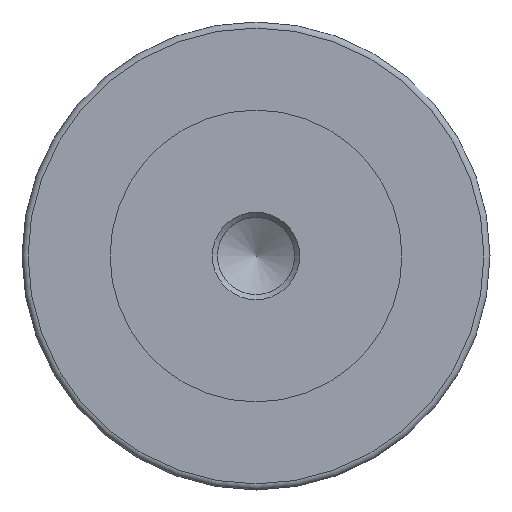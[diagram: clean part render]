
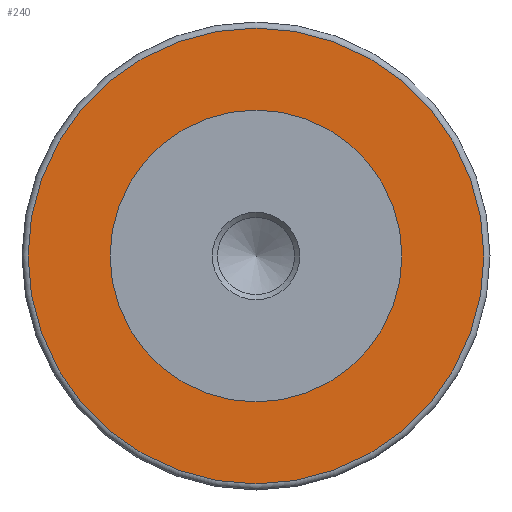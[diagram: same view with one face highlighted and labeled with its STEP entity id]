
A CAD part, left-side view. The second image highlights one B-rep face of the part: STEP entity #240.
In plain terms, the highlighted planar face has unit normal (-1, 0, 0).
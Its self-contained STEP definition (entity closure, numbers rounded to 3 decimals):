
#240 = ADVANCED_FACE( '', ( #435, #436 ), #437, .T. );
#435 = FACE_BOUND( '', #646, .T. );
#436 = FACE_OUTER_BOUND( '', #647, .T. );
#437 = PLANE( '', #648 );
#646 = EDGE_LOOP( '', ( #898 ) );
#647 = EDGE_LOOP( '', ( #899 ) );
#648 = AXIS2_PLACEMENT_3D( '', #900, #901, #902 );
#898 = ORIENTED_EDGE( '', *, *, #1210, .T. );
#899 = ORIENTED_EDGE( '', *, *, #1211, .F. );
#900 = CARTESIAN_POINT( '', ( 0., 41.4, 0. ) );
#901 = DIRECTION( '', ( -1., 0., 0. ) );
#902 = DIRECTION( '', ( 0., 0., 1. ) );
#1210 = EDGE_CURVE( '', #1384, #1384, #1385, .T. );
#1211 = EDGE_CURVE( '', #1386, #1386, #1387, .T. );
#1384 = VERTEX_POINT( '', #1596 );
#1385 = CIRCLE( '', #1597, 26.5 );
#1386 = VERTEX_POINT( '', #1598 );
#1387 = CIRCLE( '', #1599, 41.4 );
#1596 = CARTESIAN_POINT( '', ( 0., 0., -26.5 ) );
#1597 = AXIS2_PLACEMENT_3D( '', #1812, #1813, #1814 );
#1598 = CARTESIAN_POINT( '', ( 0., 0., -41.4 ) );
#1599 = AXIS2_PLACEMENT_3D( '', #1815, #1816, #1817 );
#1812 = CARTESIAN_POINT( '', ( 0., 0., 0. ) );
#1813 = DIRECTION( '', ( 1., 0., 0. ) );
#1814 = DIRECTION( '', ( 0., 0., -1. ) );
#1815 = CARTESIAN_POINT( '', ( 0., 0., 0. ) );
#1816 = DIRECTION( '', ( 1., 0., 0. ) );
#1817 = DIRECTION( '', ( 0., 0., -1. ) );
